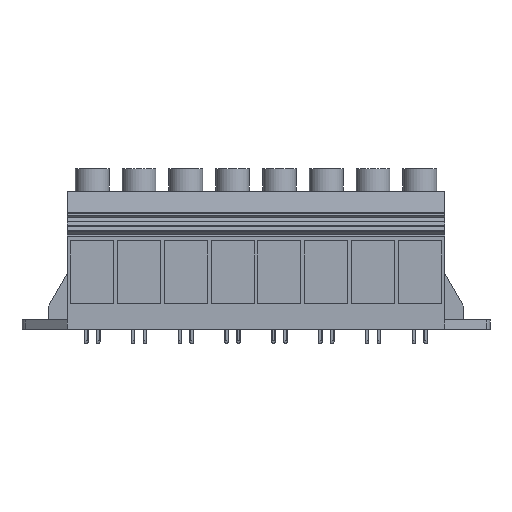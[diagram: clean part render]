
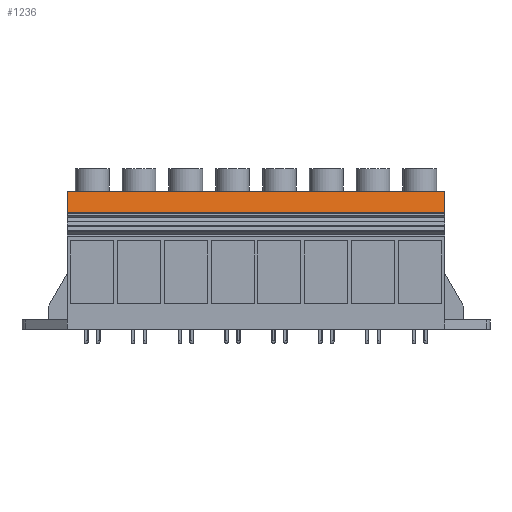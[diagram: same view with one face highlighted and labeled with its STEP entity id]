
A CAD part, top view. The second image highlights one B-rep face of the part: STEP entity #1236.
In plain terms, the highlighted planar face has unit normal (0, 0.174, 0.985).
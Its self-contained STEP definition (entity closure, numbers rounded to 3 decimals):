
#254=CARTESIAN_POINT('Vertex',(135.5,48.8,22.22)) ;
#415=CARTESIAN_POINT('Vertex',(14.5,48.8,22.22)) ;
#418=CARTESIAN_POINT('Line Origine',(75.,48.8,22.22)) ;
#762=CARTESIAN_POINT('Vertex',(14.5,41.899,23.437)) ;
#765=CARTESIAN_POINT('Line Origine',(14.5,45.35,22.828)) ;
#1213=CARTESIAN_POINT('Axis2P3D Location',(74.5,34.3,24.777)) ;
#1218=CARTESIAN_POINT('Line Origine',(75.,41.899,23.437)) ;
#1222=CARTESIAN_POINT('Vertex',(135.5,41.899,23.437)) ;
#1225=CARTESIAN_POINT('Line Origine',(135.5,45.35,22.828)) ;
#419=DIRECTION('Vector Direction',(1.,0.,0.)) ;
#766=DIRECTION('Vector Direction',(0.,0.985,-0.174)) ;
#1214=DIRECTION('Axis2P3D Direction',(0.,-0.174,-0.985)) ;
#1215=DIRECTION('Axis2P3D XDirection',(0.,0.985,-0.174)) ;
#1219=DIRECTION('Vector Direction',(1.,0.,0.)) ;
#1226=DIRECTION('Vector Direction',(0.,0.985,-0.174)) ;
#1216=AXIS2_PLACEMENT_3D('Plane Axis2P3D',#1213,#1214,#1215) ;
#1231=ORIENTED_EDGE('',*,*,#769,.F.) ;
#1232=ORIENTED_EDGE('',*,*,#1224,.T.) ;
#1233=ORIENTED_EDGE('',*,*,#1229,.T.) ;
#1234=ORIENTED_EDGE('',*,*,#422,.F.) ;
#420=VECTOR('Line Direction',#419,1.) ;
#767=VECTOR('Line Direction',#766,1.) ;
#1220=VECTOR('Line Direction',#1219,1.) ;
#1227=VECTOR('Line Direction',#1226,1.) ;
#1236=ADVANCED_FACE('HOUSING',(#1235),#1217,.F.) ;
#422=EDGE_CURVE('',#416,#255,#421,.T.) ;
#769=EDGE_CURVE('',#763,#416,#768,.T.) ;
#1224=EDGE_CURVE('',#763,#1223,#1221,.T.) ;
#1229=EDGE_CURVE('',#1223,#255,#1228,.T.) ;
#1230=EDGE_LOOP('',(#1231,#1232,#1233,#1234)) ;
#1235=FACE_OUTER_BOUND('',#1230,.T.) ;
#421=LINE('Line',#418,#420) ;
#768=LINE('Line',#765,#767) ;
#1221=LINE('Line',#1218,#1220) ;
#1228=LINE('Line',#1225,#1227) ;
#1217=PLANE('',#1216) ;
#255=VERTEX_POINT('',#254) ;
#416=VERTEX_POINT('',#415) ;
#763=VERTEX_POINT('',#762) ;
#1223=VERTEX_POINT('',#1222) ;
